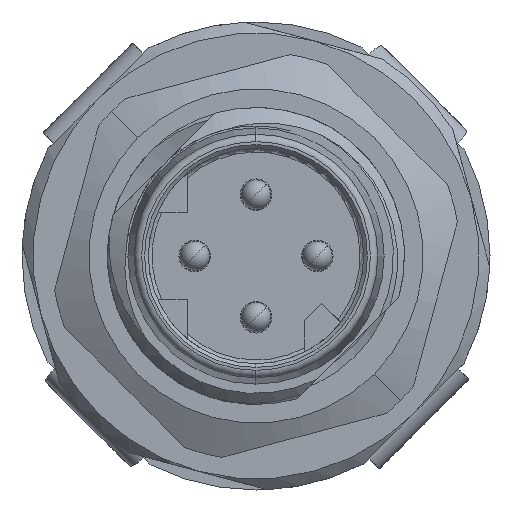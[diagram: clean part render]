
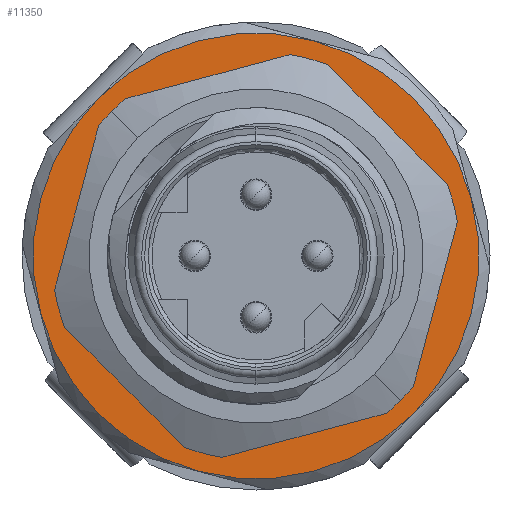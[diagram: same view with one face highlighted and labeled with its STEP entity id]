
A CAD part, left-side view. The second image highlights one B-rep face of the part: STEP entity #11350.
In plain terms, the highlighted planar face has unit normal (-1, 0, 0).
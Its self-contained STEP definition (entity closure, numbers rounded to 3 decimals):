
#4850=CARTESIAN_POINT('',(12.,0.,0.));
#4851=DIRECTION('',(-1.,0.,0.));
#4852=DIRECTION('',(0.,0.966,-0.259));
#4853=AXIS2_PLACEMENT_3D('',#4850,#4851,#4852);
#4855=CARTESIAN_POINT('',(12.,0.,0.));
#4856=DIRECTION('',(1.,0.,0.));
#4857=DIRECTION('',(0.,0.966,-0.259));
#4858=AXIS2_PLACEMENT_3D('',#4855,#4856,#4857);
#4860=CARTESIAN_POINT('',(12.,0.,0.));
#4861=DIRECTION('',(1.,0.,0.));
#4862=DIRECTION('',(0.,0.707,0.707));
#4863=AXIS2_PLACEMENT_3D('',#4860,#4861,#4862);
#4865=CARTESIAN_POINT('',(12.,0.,0.));
#4866=DIRECTION('',(1.,0.,0.));
#4867=DIRECTION('',(0.,-0.966,0.259));
#4868=AXIS2_PLACEMENT_3D('',#4865,#4866,#4867);
#4870=CARTESIAN_POINT('',(12.,0.,0.));
#4871=DIRECTION('',(1.,0.,0.));
#4872=DIRECTION('',(0.,-0.707,-0.707));
#4873=AXIS2_PLACEMENT_3D('',#4870,#4871,#4872);
#4875=CARTESIAN_POINT('',(12.,0.,0.));
#4876=DIRECTION('',(-1.,0.,0.));
#4877=DIRECTION('',(0.,0.707,-0.707));
#4878=AXIS2_PLACEMENT_3D('',#4875,#4876,#4877);
#4880=CARTESIAN_POINT('',(12.,0.,0.));
#4881=DIRECTION('',(-1.,0.,0.));
#4882=DIRECTION('',(0.,-0.707,0.707));
#4883=AXIS2_PLACEMENT_3D('',#4880,#4881,#4882);
#4890=CARTESIAN_POINT('',(12.,0.,0.));
#4891=DIRECTION('',(-1.,0.,0.));
#4892=DIRECTION('',(0.,-0.966,0.259));
#4893=AXIS2_PLACEMENT_3D('',#4890,#4891,#4892);
#8490=CARTESIAN_POINT('',(12.,5.796,-1.553));
#8491=CARTESIAN_POINT('',(12.,4.243,4.243));
#8492=VERTEX_POINT('',#8490);
#8493=VERTEX_POINT('',#8491);
#8494=CARTESIAN_POINT('',(12.,-1.553,5.796));
#8495=VERTEX_POINT('',#8494);
#8496=CARTESIAN_POINT('',(12.,-5.796,1.553));
#8497=CARTESIAN_POINT('',(12.,-4.243,-4.243));
#8498=VERTEX_POINT('',#8496);
#8499=VERTEX_POINT('',#8497);
#8500=CARTESIAN_POINT('',(12.,1.553,-5.796));
#8501=VERTEX_POINT('',#8500);
#8518=CARTESIAN_POINT('',(12.,2.687,-2.687));
#8519=CARTESIAN_POINT('',(12.,-2.687,2.687));
#8520=VERTEX_POINT('',#8518);
#8521=VERTEX_POINT('',#8519);
#11330=CARTESIAN_POINT('',(12.,0.,0.));
#11331=DIRECTION('',(1.,0.,0.));
#11332=DIRECTION('',(0.,-0.707,-0.707));
#11333=AXIS2_PLACEMENT_3D('',#11330,#11331,#11332);
#11334=PLANE('',#11333);
#11335=ORIENTED_EDGE('',*,*,#11323,.F.);
#11336=ORIENTED_EDGE('',*,*,#11272,.T.);
#11337=ORIENTED_EDGE('',*,*,#11256,.T.);
#11339=ORIENTED_EDGE('',*,*,#11338,.F.);
#11340=ORIENTED_EDGE('',*,*,#11288,.T.);
#11341=ORIENTED_EDGE('',*,*,#11304,.T.);
#11342=EDGE_LOOP('',(#11335,#11336,#11337,#11339,#11340,#11341));
#11343=FACE_OUTER_BOUND('',#11342,.F.);
#11345=ORIENTED_EDGE('',*,*,#11344,.T.);
#11347=ORIENTED_EDGE('',*,*,#11346,.T.);
#11348=EDGE_LOOP('',(#11345,#11347));
#11349=FACE_BOUND('',#11348,.F.);
#4854=CIRCLE('',#4853,6.);
#4859=CIRCLE('',#4858,6.);
#4864=CIRCLE('',#4863,6.);
#4869=CIRCLE('',#4868,6.);
#4874=CIRCLE('',#4873,6.);
#4879=CIRCLE('',#4878,3.8);
#4884=CIRCLE('',#4883,3.8);
#4894=CIRCLE('',#4893,6.);
#11256=EDGE_CURVE('',#8493,#8495,#4864,.T.);
#11272=EDGE_CURVE('',#8492,#8493,#4859,.T.);
#11288=EDGE_CURVE('',#8498,#8499,#4869,.T.);
#11304=EDGE_CURVE('',#8499,#8501,#4874,.T.);
#11323=EDGE_CURVE('',#8492,#8501,#4854,.T.);
#11338=EDGE_CURVE('',#8498,#8495,#4894,.T.);
#11344=EDGE_CURVE('',#8520,#8521,#4879,.T.);
#11346=EDGE_CURVE('',#8521,#8520,#4884,.T.);
#11350=ADVANCED_FACE('',(#11343,#11349),#11334,.F.);
